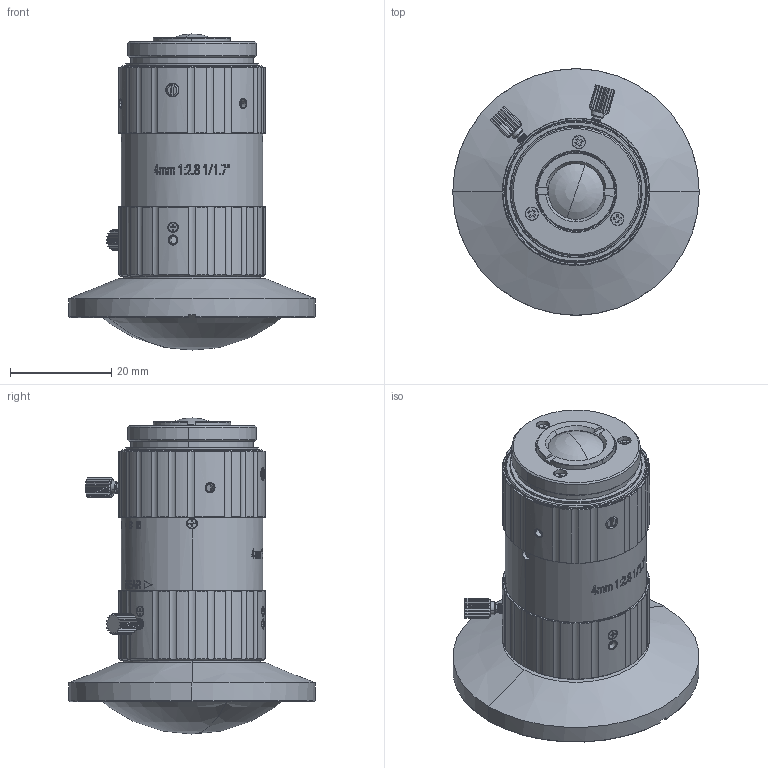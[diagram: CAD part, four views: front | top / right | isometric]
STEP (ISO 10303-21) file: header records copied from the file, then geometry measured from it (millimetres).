
FILE_DESCRIPTION((''),'2;1');
FILE_NAME('FA0413A-200_ASM','2023-10-08T14:24:33',('user'),(''),'CREO PARAMETRIC BY PTC INC, 2022073','CREO PARAMETRIC BY PTC INC, 2022073','');
FILE_SCHEMA(('CONFIG_CONTROL_DESIGN'));
Length unit declared in the file: millimetre
Products named in the file (57): GB1524A-504_AF0; GB1524A-502_AF0; GB1524A-307_AF0; GB1524A-513_AF0; GB1524A-306_AF0; GB1524A-512_AF0; GB1524A-305_AF0; GB1524A-304_AF0; GB1524A-303_AF0; GB1524A-302_AF0; GB1524A-501_AF0; FA0413A-201_AF0_ASM; GB1524A-503_AF0; GB1524A-308_AF0; GB1524A-309_AF0; GB1524A-515_AF0; GB1524A-311_AF0; GB1524A-313_AF0; GB1524A-702_ASM; JD20202011-V1_AF0; JD20202011-V1_AF1; GB1524A-310_AF0; GB1524A-312_AF0; GB1524A-514_AF0; GB1524A-516_AF0; FA0413A-202_AF0_ASM; ML7510A-522_AF0; ML7510A-522_AF1; M14352501_AF0; M14352501_AF1; ML7510A-522_AF2; ML7510A-522_AF3; M14352501_AF2; M14352501_AF3; ML7510A-522_AF4; ML7510A-522_AF5; M14352501_AF4; M14352501_AF5; GB1524A-505_AF0; GB1524A-506_AF0 ...
Assembly tree (56 placements, depth 3):
  FA0413A-200_ASM
    GB1524A-504_AF0
    FA0413A-201_AF0_ASM
      GB1524A-502_AF0
      GB1524A-307_AF0
      GB1524A-513_AF0
      GB1524A-306_AF0
      GB1524A-512_AF0
      GB1524A-305_AF0
      GB1524A-304_AF0
      GB1524A-303_AF0
      GB1524A-302_AF0
      GB1524A-501_AF0
    FA0413A-202_AF0_ASM
      GB1524A-503_AF0
      GB1524A-308_AF0
      GB1524A-309_AF0
      GB1524A-515_AF0
      GB1524A-311_AF0
      GB1524A-313_AF0
      GB1524A-702_ASM
      JD20202011-V1_AF0
      JD20202011-V1_AF1
      GB1524A-310_AF0
      GB1524A-312_AF0
      GB1524A-514_AF0
      GB1524A-516_AF0
    ML7510A-522_AF0
    ML7510A-522_AF1
    M14352501_AF0
    M14352501_AF1
    ML7510A-522_AF2
    ML7510A-522_AF3
    M14352501_AF2
    M14352501_AF3
    ML7510A-522_AF4
    ML7510A-522_AF5
    M14352501_AF4
    M14352501_AF5
    GB1524A-505_AF0
    GB1524A-506_AF0
    GB1524A-507_AF0
    IRF19-531__AF0
    M14252001_AF0
    M14252001_AF1
    M14252001_AF2
    M14252001_AF3
    M14252001_AF4
    GB1524A-508_AF0
    IRF19-531__AF1
    GB1524A-509_AF0
    M16352501_AF0
    M16352501_AF1
    M16352501_AF2
    GB1524A-301_AF0
    GB1524A-511_AF0
    FA3511A-521_AF0
Bounding box: 48.6 x 48.6 x 62.32 mm (x, y, z)
Volume: 12504.5 mm3; surface area: 24060.5 mm2
Topology: 25 solids, 53 shells, 1561 faces, 4116 edges, 2689 vertices
Faces by surface type: plane 513, cylinder 462, bspline 331, cone 233, torus 18, sphere 4
Entity records: 63729 total; most frequent: CARTESIAN_POINT 25998, ORIENTED_EDGE 8043, DIRECTION 6901, EDGE_CURVE 4102, VERTEX_POINT 2689, AXIS2_PLACEMENT_3D 2555, VECTOR 1791, LINE 1791
